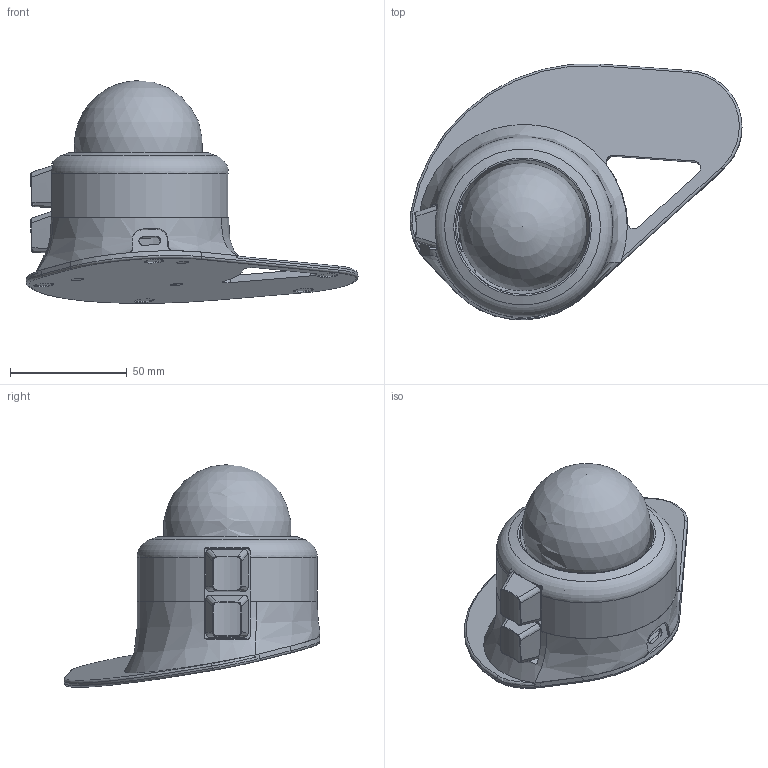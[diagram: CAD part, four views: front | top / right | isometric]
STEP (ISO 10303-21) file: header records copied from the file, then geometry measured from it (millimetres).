
FILE_DESCRIPTION(/* description */ (''),/* implementation_level */ '2;1');
FILE_NAME(/* name */ 'trackball55.step',/* time_stamp */ '2025-12-14T20:37:52+03:00',/* author */ (''),/* organization */ (''),/* preprocessor_version */ 'ST-DEVELOPER v20.1',/* originating_system */ 'Autodesk Translation Framework v14.21.0.0',/* authorisation */ '');
FILE_SCHEMA (('AUTOMOTIVE_DESIGN { 1 0 10303 214 3 1 1 }'));
Length unit declared in the file: millimetre
Products named in the file (15): trackball55 v3; top; trackball55 v2; Ball 55 mm; switches_plate; u1; u1_1; gateron ink black v2; cherry_mx_keycap; spacer; bottom; bearing adapter; bearing adapter_1; bearing adapter_2; roller ball transfer bearing
Assembly tree (18 placements, depth 4):
  trackball55 v3
    top
    trackball55 v2
      Ball 55 mm
    switches_plate
      u1
        gateron ink black v2
        cherry_mx_keycap
      u1_1
        gateron ink black v2
        cherry_mx_keycap
    spacer
    bottom
    bearing adapter
      roller ball transfer bearing
    bearing adapter_1
      roller ball transfer bearing
    bearing adapter_2
      roller ball transfer bearing
Bounding box: 142.46 x 109.8 x 95.59 mm (x, y, z)
Volume: 224959 mm3; surface area: 86979.3 mm2
Topology: 21 solids, 21 shells, 2053 faces, 5631 edges, 3647 vertices
Faces by surface type: plane 1292, cylinder 463, bspline 212, cone 47, torus 30, sphere 9
Full cylindrical faces by diameter (mm): 0.7 x4, 1.5 x4, 1.6 x2, 2.3 x14, 3.3 x8, 8.5 x5, 15 x3, 15.2 x3, 20 x3, 20.2 x3
Entity records: 42061 total; most frequent: CARTESIAN_POINT 11935, ORIENTED_EDGE 6456, DIRECTION 5882, EDGE_CURVE 3228, LINE 2122, VECTOR 2122, VERTEX_POINT 2097, AXIS2_PLACEMENT_3D 1880
